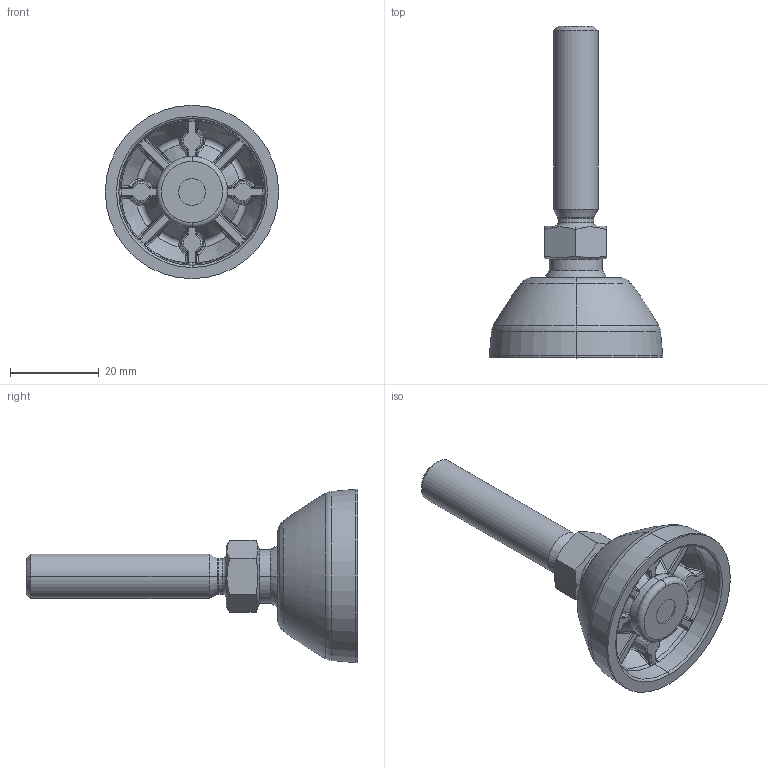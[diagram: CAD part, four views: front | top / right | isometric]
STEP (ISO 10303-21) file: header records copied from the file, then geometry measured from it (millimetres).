
FILE_DESCRIPTION (( 'STEP AP214' ), '1' );
FILE_NAME ('9d040k10045m.STEP', '2024-04-26T09:35:14', ( '' ), ( '' ), 'SwSTEP 2.0', 'SolidWorks 2023', '' );
FILE_SCHEMA (( 'AUTOMOTIVE_DESIGN' ));
Length unit declared in the file: millimetre
Products named in the file (3): 9d040k10045m; 098D040K_098d040; 098DM10____-a-Tab_098DM10045M
Assembly tree (2 placements, depth 2):
  9d040k10045m
    098D040K_098d040
    098DM10____-a-Tab_098DM10045M
Bounding box: 39 x 74.65 x 39 mm (x, y, z)
Volume: 16371.2 mm3; surface area: 8187 mm2
Topology: 2 solids, 2 shells, 389 faces, 912 edges, 513 vertices
Faces by surface type: bspline 190, torus 53, plane 50, cone 40, cylinder 36, sphere 20
Entity records: 14598 total; most frequent: CARTESIAN_POINT 7155, ORIENTED_EDGE 1766, DIRECTION 1268, EDGE_CURVE 883, AXIS2_PLACEMENT_3D 593, VERTEX_POINT 506, B_SPLINE_CURVE_WITH_KNOTS 412, EDGE_LOOP 397
